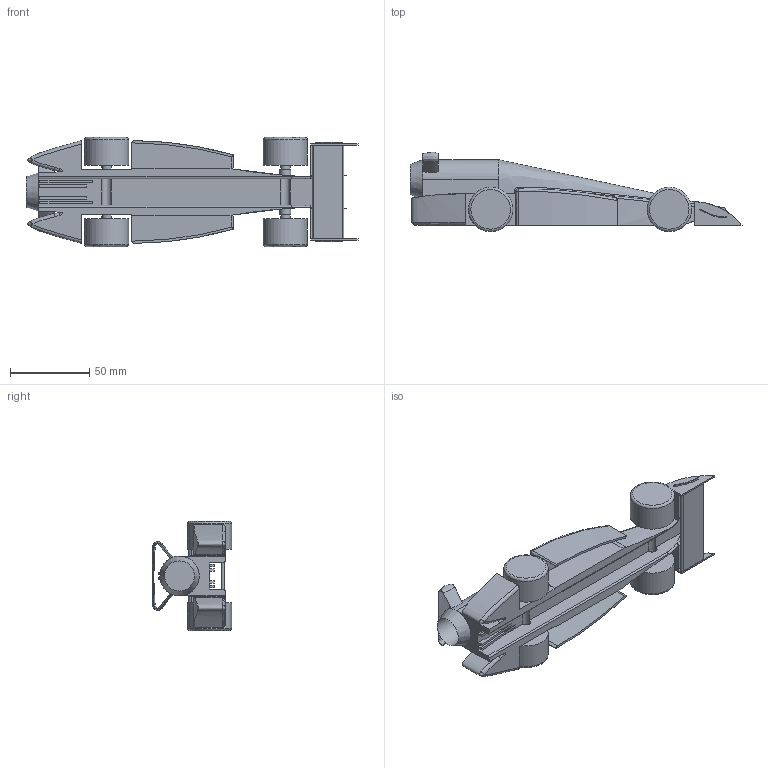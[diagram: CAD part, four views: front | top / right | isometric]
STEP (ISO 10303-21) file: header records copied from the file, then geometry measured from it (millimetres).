
FILE_DESCRIPTION(/* description */ (''),/* implementation_level */ '2;1');
FILE_NAME(/* name */ 'P11 v2.step',/* time_stamp */ '2024-01-26T13:11:48+04:00',/* author */ (''),/* organization */ (''),/* preprocessor_version */ 'ST-DEVELOPER v20',/* originating_system */ 'Autodesk Translation Framework v12.14.0.127',/* authorisation */ '');
FILE_SCHEMA (('AUTOMOTIVE_DESIGN { 1 0 10303 214 3 1 1 }'));
Length unit declared in the file: millimetre
Products named in the file (2): P11; F1 Wheel [28mm]
Assembly tree (4 placements, depth 2):
  P11
    F1 Wheel [28mm]  x4
Bounding box: 210 x 50.18 x 69 mm (x, y, z)
Volume: 171643.1 mm3; surface area: 58914.5 mm2
Topology: 5 solids, 5 shells, 207 faces, 522 edges, 325 vertices
Faces by surface type: plane 90, cylinder 57, bspline 45, torus 12, sphere 2, cone 1
Full cylindrical faces by diameter (mm): 6 x6, 7 x2, 19 x1, 28 x4
Entity records: 7803 total; most frequent: CARTESIAN_POINT 3336, ORIENTED_EDGE 988, DIRECTION 824, EDGE_CURVE 494, VERTEX_POINT 310, AXIS2_PLACEMENT_3D 292, LINE 240, VECTOR 240
